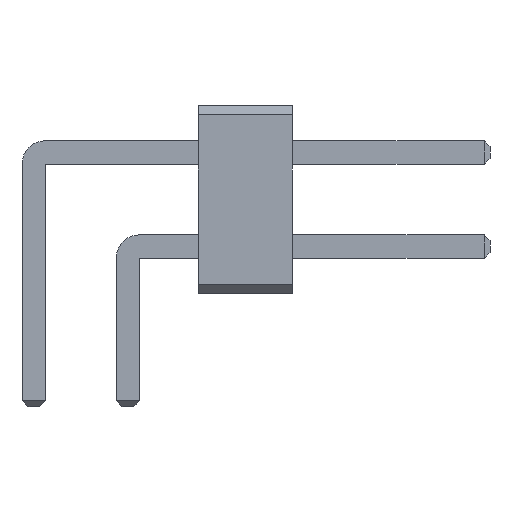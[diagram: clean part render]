
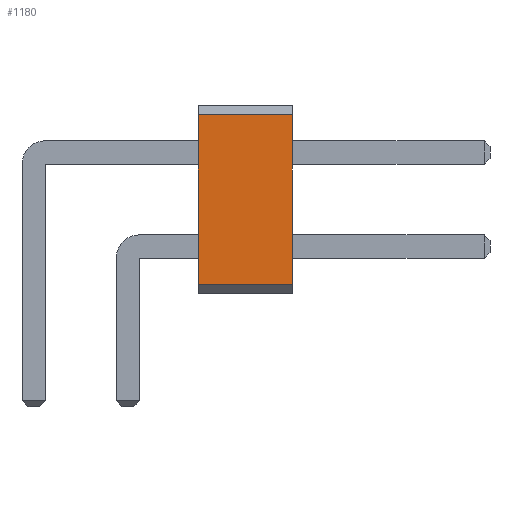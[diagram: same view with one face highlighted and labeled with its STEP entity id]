
A CAD part, front view. The second image highlights one B-rep face of the part: STEP entity #1180.
In plain terms, the highlighted planar face has unit normal (0, -1, 0).
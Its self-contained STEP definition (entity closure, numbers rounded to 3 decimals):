
#13=DIRECTION('',(0.,0.,1.));
#27=VECTOR('',#28,1.);
#28=DIRECTION('',(1.,0.,0.));
#57=DIRECTION('',(0.,-1.,0.));
#1167=VERTEX_POINT('',#1168);
#1168=CARTESIAN_POINT('',(5.5,-39.,0.2));
#1171=EDGE_CURVE('',#1172,#1167,#1174,.T.);
#1172=VERTEX_POINT('',#1173);
#1173=CARTESIAN_POINT('',(3.5,-39.,0.2));
#1174=LINE('',#1173,#27);
#1180=ADVANCED_FACE('',(#1181),#1198,.T.);
#1181=FACE_BOUND('',#1182,.T.);
#1182=EDGE_LOOP('',(#1183,#1184,#1190,#1195));
#1183=ORIENTED_EDGE('',*,*,#1171,.T.);
#1184=ORIENTED_EDGE('',*,*,#1185,.T.);
#1185=EDGE_CURVE('',#1167,#1186,#1188,.T.);
#1186=VERTEX_POINT('',#1187);
#1187=CARTESIAN_POINT('',(5.5,-39.,3.8));
#1188=LINE('',#1168,#1189);
#1189=VECTOR('',#13,1.);
#1190=ORIENTED_EDGE('',*,*,#1191,.F.);
#1191=EDGE_CURVE('',#1192,#1186,#1194,.T.);
#1192=VERTEX_POINT('',#1193);
#1193=CARTESIAN_POINT('',(3.5,-39.,3.8));
#1194=LINE('',#1193,#27);
#1195=ORIENTED_EDGE('',*,*,#1196,.F.);
#1196=EDGE_CURVE('',#1172,#1192,#1197,.T.);
#1197=LINE('',#1173,#1189);
#1198=PLANE('',#1199);
#1199=AXIS2_PLACEMENT_3D('',#1173,#57,#13);
